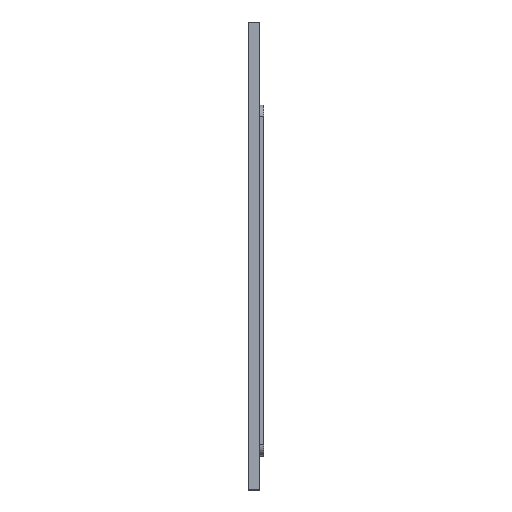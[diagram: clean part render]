
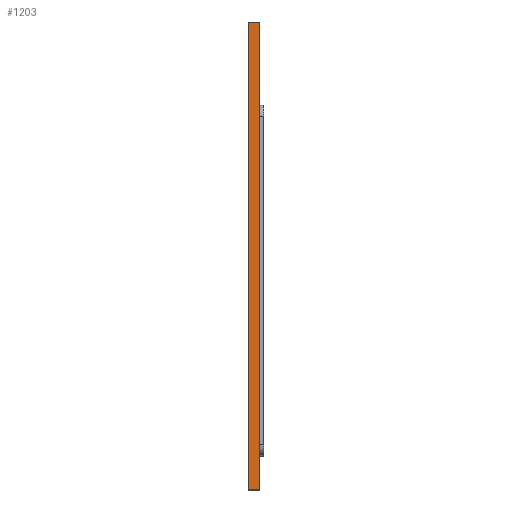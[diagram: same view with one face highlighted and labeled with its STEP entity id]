
A CAD part, top view. The second image highlights one B-rep face of the part: STEP entity #1203.
In plain terms, the highlighted planar face has unit normal (0, 0, 1).
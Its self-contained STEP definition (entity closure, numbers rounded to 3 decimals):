
#175 = EDGE_CURVE('',#176,#178,#180,.T.);
#176 = VERTEX_POINT('',#177);
#177 = CARTESIAN_POINT('',(-243.4,-96.5,108.5));
#178 = VERTEX_POINT('',#179);
#179 = CARTESIAN_POINT('',(-243.4,108.5,108.5));
#180 = LINE('',#181,#182);
#181 = CARTESIAN_POINT('',(-243.4,-96.5,108.5));
#182 = VECTOR('',#183,1.);
#183 = DIRECTION('',(0.,1.,0.));
#1203 = ADVANCED_FACE('',(#1204),#1229,.T.);
#1204 = FACE_BOUND('',#1205,.F.);
#1205 = EDGE_LOOP('',(#1206,#1214,#1215,#1223));
#1206 = ORIENTED_EDGE('',*,*,#1207,.T.);
#1207 = EDGE_CURVE('',#1208,#176,#1210,.T.);
#1208 = VERTEX_POINT('',#1209);
#1209 = CARTESIAN_POINT('',(-238.4,-96.5,108.5));
#1210 = LINE('',#1211,#1212);
#1211 = CARTESIAN_POINT('',(-238.4,-96.5,108.5));
#1212 = VECTOR('',#1213,1.);
#1213 = DIRECTION('',(-1.,0.,0.));
#1214 = ORIENTED_EDGE('',*,*,#175,.T.);
#1215 = ORIENTED_EDGE('',*,*,#1216,.F.);
#1216 = EDGE_CURVE('',#1217,#178,#1219,.T.);
#1217 = VERTEX_POINT('',#1218);
#1218 = CARTESIAN_POINT('',(-238.4,108.5,108.5));
#1219 = LINE('',#1220,#1221);
#1220 = CARTESIAN_POINT('',(-238.4,108.5,108.5));
#1221 = VECTOR('',#1222,1.);
#1222 = DIRECTION('',(-1.,0.,0.));
#1223 = ORIENTED_EDGE('',*,*,#1224,.F.);
#1224 = EDGE_CURVE('',#1208,#1217,#1225,.T.);
#1225 = LINE('',#1226,#1227);
#1226 = CARTESIAN_POINT('',(-238.4,-96.5,108.5));
#1227 = VECTOR('',#1228,1.);
#1228 = DIRECTION('',(0.,1.,0.));
#1229 = PLANE('',#1230);
#1230 = AXIS2_PLACEMENT_3D('',#1231,#1232,#1233);
#1231 = CARTESIAN_POINT('',(-238.4,-96.5,108.5));
#1232 = DIRECTION('',(0.,0.,1.));
#1233 = DIRECTION('',(0.,-1.,0.));
